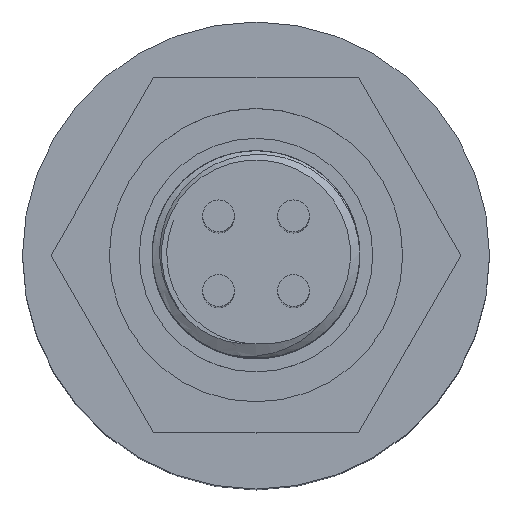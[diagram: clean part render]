
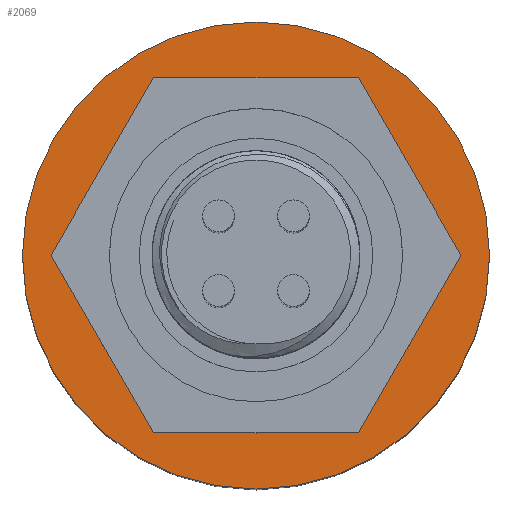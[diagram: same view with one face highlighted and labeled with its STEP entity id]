
A CAD part, top view. The second image highlights one B-rep face of the part: STEP entity #2069.
In plain terms, the highlighted planar face has unit normal (0, 0, 1).
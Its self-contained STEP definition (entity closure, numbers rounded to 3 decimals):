
#62=FACE_BOUND($,#748,.T.);
#63=FACE_BOUND($,#749,.T.);
#418=CIRCLE($,#2169,9.5);
#424=CIRCLE($,#2186,12.5);
#489=PLANE($,#2187);
#748=EDGE_LOOP($,(#1810));
#749=EDGE_LOOP($,(#1811));
#1004=VERTEX_POINT($,#5825);
#1010=VERTEX_POINT($,#5848);
#1272=EDGE_CURVE($,#1004,#1004,#418,.T.);
#1278=EDGE_CURVE($,#1010,#1010,#424,.T.);
#1810=ORIENTED_EDGE($,*,*,#1272,.T.);
#1811=ORIENTED_EDGE($,*,*,#1278,.F.);
#2069=ADVANCED_FACE($,(#62,#63),#489,.F.);
#2169=AXIS2_PLACEMENT_3D($,#5826,#2544,#2545);
#2186=AXIS2_PLACEMENT_3D($,#5849,#2578,#2579);
#2187=AXIS2_PLACEMENT_3D($,#5850,#2580,#2581);
#2544=DIRECTION('center_axis',(0.,0.,-1.));
#2545=DIRECTION('ref_axis',(1.,0.,0.));
#2578=DIRECTION('center_axis',(0.,0.,-1.));
#2579=DIRECTION('ref_axis',(-1.,0.,0.));
#2580=DIRECTION('center_axis',(0.,0.,-1.));
#2581=DIRECTION('ref_axis',(-1.,0.,0.));
#5825=CARTESIAN_POINT('',(-9.5,0.,28.));
#5826=CARTESIAN_POINT('Origin',(0.,0.,28.));
#5848=CARTESIAN_POINT('',(12.5,0.,28.));
#5849=CARTESIAN_POINT('Origin',(0.,0.,28.));
#5850=CARTESIAN_POINT('Origin',(0.,0.,28.));
